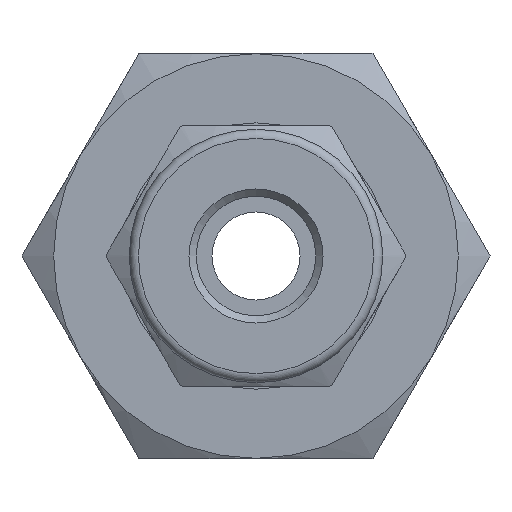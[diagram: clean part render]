
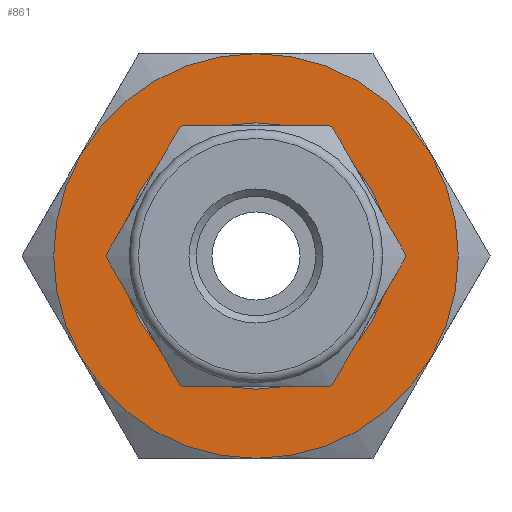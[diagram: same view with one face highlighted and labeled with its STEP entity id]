
A CAD part, left-side view. The second image highlights one B-rep face of the part: STEP entity #861.
In plain terms, the highlighted planar face has unit normal (-1, 0, 0).
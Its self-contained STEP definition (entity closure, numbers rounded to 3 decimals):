
#23=FACE_BOUND('',#220,.T.);
#66=CIRCLE('',#934,5.9);
#88=CIRCLE('',#981,11.095);
#158=FACE_OUTER_BOUND('',#219,.T.);
#219=EDGE_LOOP('',(#741));
#220=EDGE_LOOP('',(#742));
#382=VERTEX_POINT('',#1405);
#413=VERTEX_POINT('',#1537);
#476=EDGE_CURVE('',#382,#382,#66,.T.);
#528=EDGE_CURVE('',#413,#413,#88,.T.);
#741=ORIENTED_EDGE('',*,*,#528,.F.);
#742=ORIENTED_EDGE('',*,*,#476,.T.);
#814=PLANE('',#980);
#861=ADVANCED_FACE('',(#158,#23),#814,.T.);
#934=AXIS2_PLACEMENT_3D('',#1406,#1106,#1107);
#980=AXIS2_PLACEMENT_3D('',#1536,#1216,#1217);
#981=AXIS2_PLACEMENT_3D('',#1538,#1218,#1219);
#1106=DIRECTION('center_axis',(1.,0.,0.));
#1107=DIRECTION('ref_axis',(0.,1.,0.));
#1216=DIRECTION('center_axis',(-1.,0.,0.));
#1217=DIRECTION('ref_axis',(0.,0.,1.));
#1218=DIRECTION('center_axis',(1.,0.,0.));
#1219=DIRECTION('ref_axis',(0.,0.,-1.));
#1405=CARTESIAN_POINT('',(17.844,-5.9,0.));
#1406=CARTESIAN_POINT('Origin',(17.844,0.,0.));
#1536=CARTESIAN_POINT('Origin',(17.844,11.095,0.));
#1537=CARTESIAN_POINT('',(17.844,-11.095,0.));
#1538=CARTESIAN_POINT('Origin',(17.844,0.,0.));
